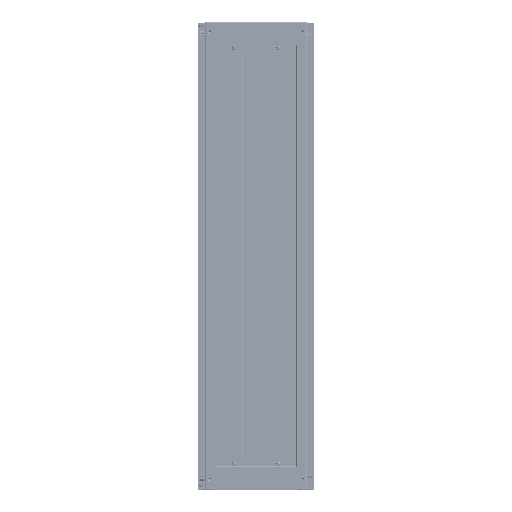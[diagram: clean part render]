
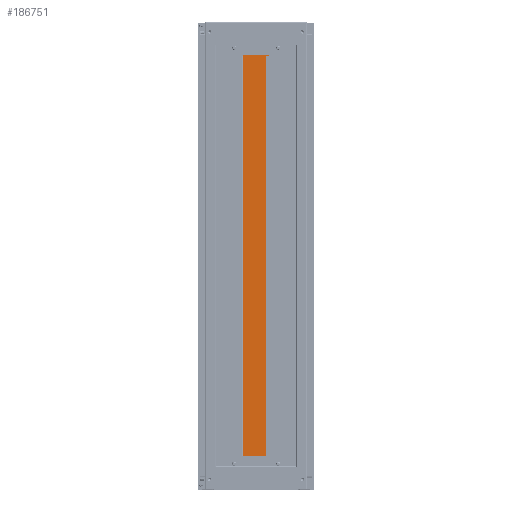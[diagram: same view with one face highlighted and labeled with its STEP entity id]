
A CAD part, top view. The second image highlights one B-rep face of the part: STEP entity #186751.
In plain terms, the highlighted face is planar.
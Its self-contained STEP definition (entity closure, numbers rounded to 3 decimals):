
#7731 = CARTESIAN_POINT ( 'NONE',  ( -700., -49., 1.5 ) ) ;
#7761 = FACE_OUTER_BOUND ( 'NONE', #108696, .T. ) ;
#7764 = PLANE ( 'NONE',  #63091 ) ;
#7769 = DIRECTION ( 'NONE',  ( 0., 0., 1. ) ) ;
#7773 = DIRECTION ( 'NONE',  ( 1., 0., 0. ) ) ;
#37421 = VERTEX_POINT ( 'NONE', #101984 ) ;
#37423 = VERTEX_POINT ( 'NONE', #101985 ) ;
#37424 = VERTEX_POINT ( 'NONE', #101987 ) ;
#37426 = VERTEX_POINT ( 'NONE', #101989 ) ;
#37427 = VERTEX_POINT ( 'NONE', #101991 ) ;
#37429 = VERTEX_POINT ( 'NONE', #101993 ) ;
#37431 = VERTEX_POINT ( 'NONE', #101996 ) ;
#37439 = VERTEX_POINT ( 'NONE', #102006 ) ;
#46264 = VECTOR ( 'NONE', #190853, 1000. ) ;
#46267 = VECTOR ( 'NONE', #190841, 1000. ) ;
#46270 = VECTOR ( 'NONE', #190830, 1000. ) ;
#46274 = VECTOR ( 'NONE', #190819, 1000. ) ;
#46278 = VECTOR ( 'NONE', #190808, 1000. ) ;
#46285 = VECTOR ( 'NONE', #190790, 1000. ) ;
#46288 = VECTOR ( 'NONE', #190797, 1000. ) ;
#46292 = VECTOR ( 'NONE', #190782, 1000. ) ;
#63091 = AXIS2_PLACEMENT_3D ( 'NONE', #7731, #7769, #7773 ) ;
#101984 = CARTESIAN_POINT ( 'NONE',  ( -685., -49., 1.5 ) ) ;
#101985 = CARTESIAN_POINT ( 'NONE',  ( -700., -49., 1.5 ) ) ;
#101987 = CARTESIAN_POINT ( 'NONE',  ( -700., 49., 1.5 ) ) ;
#101989 = CARTESIAN_POINT ( 'NONE',  ( 700., 49., 1.5 ) ) ;
#101991 = CARTESIAN_POINT ( 'NONE',  ( 700., -49., 1.5 ) ) ;
#101993 = CARTESIAN_POINT ( 'NONE',  ( 685., -49., 1.5 ) ) ;
#101996 = CARTESIAN_POINT ( 'NONE',  ( -685., -47.99, 1.5 ) ) ;
#102006 = CARTESIAN_POINT ( 'NONE',  ( 685., -47.99, 1.5 ) ) ;
#105332 = ORIENTED_EDGE ( 'NONE', *, *, #149175, .F. ) ;
#105333 = ORIENTED_EDGE ( 'NONE', *, *, #149179, .T. ) ;
#105334 = ORIENTED_EDGE ( 'NONE', *, *, #149180, .T. ) ;
#105335 = ORIENTED_EDGE ( 'NONE', *, *, #149183, .T. ) ;
#105336 = ORIENTED_EDGE ( 'NONE', *, *, #149187, .T. ) ;
#105337 = ORIENTED_EDGE ( 'NONE', *, *, #149189, .T. ) ;
#105338 = ORIENTED_EDGE ( 'NONE', *, *, #149192, .T. ) ;
#105339 = ORIENTED_EDGE ( 'NONE', *, *, #149195, .F. ) ;
#108696 = EDGE_LOOP ( 'NONE', ( #105332, #105333, #105334, #105335, #105336, #105337, #105338, #105339 ) ) ;
#149175 = EDGE_CURVE ( 'NONE', #37439, #37431, #190758, .T. ) ;
#149179 = EDGE_CURVE ( 'NONE', #37439, #37429, #190784, .T. ) ;
#149180 = EDGE_CURVE ( 'NONE', #37429, #37427, #190767, .T. ) ;
#149183 = EDGE_CURVE ( 'NONE', #37427, #37426, #190800, .T. ) ;
#149187 = EDGE_CURVE ( 'NONE', #37426, #37424, #190811, .T. ) ;
#149189 = EDGE_CURVE ( 'NONE', #37424, #37423, #190822, .T. ) ;
#149192 = EDGE_CURVE ( 'NONE', #37423, #37421, #190833, .T. ) ;
#149195 = EDGE_CURVE ( 'NONE', #37431, #37421, #190844, .T. ) ;
#186751 = ADVANCED_FACE ( 'NONE', ( #7761 ), #7764, .T. ) ;
#190758 = LINE ( 'NONE', #190778, #46292 ) ;
#190767 = LINE ( 'NONE', #190792, #46288 ) ;
#190778 = CARTESIAN_POINT ( 'NONE',  ( 685., -47.99, 1.5 ) ) ;
#190782 = DIRECTION ( 'NONE',  ( -1., 0., 0. ) ) ;
#190784 = LINE ( 'NONE', #190788, #46285 ) ;
#190788 = CARTESIAN_POINT ( 'NONE',  ( 685., -48., 1.5 ) ) ;
#190790 = DIRECTION ( 'NONE',  ( 0., -1., 0. ) ) ;
#190792 = CARTESIAN_POINT ( 'NONE',  ( -700., -49., 1.5 ) ) ;
#190797 = DIRECTION ( 'NONE',  ( 1., 0., 0. ) ) ;
#190800 = LINE ( 'NONE', #190805, #46278 ) ;
#190805 = CARTESIAN_POINT ( 'NONE',  ( 700., 49., 1.5 ) ) ;
#190808 = DIRECTION ( 'NONE',  ( 0., 1., 0. ) ) ;
#190811 = LINE ( 'NONE', #190816, #46274 ) ;
#190816 = CARTESIAN_POINT ( 'NONE',  ( -700., 49., 1.5 ) ) ;
#190819 = DIRECTION ( 'NONE',  ( -1., 0., 0. ) ) ;
#190822 = LINE ( 'NONE', #190827, #46270 ) ;
#190827 = CARTESIAN_POINT ( 'NONE',  ( -700., 49., 1.5 ) ) ;
#190830 = DIRECTION ( 'NONE',  ( 0., -1., 0. ) ) ;
#190833 = LINE ( 'NONE', #190838, #46267 ) ;
#190838 = CARTESIAN_POINT ( 'NONE',  ( -700., -49., 1.5 ) ) ;
#190841 = DIRECTION ( 'NONE',  ( 1., 0., 0. ) ) ;
#190844 = LINE ( 'NONE', #190850, #46264 ) ;
#190850 = CARTESIAN_POINT ( 'NONE',  ( -685., -48., 1.5 ) ) ;
#190853 = DIRECTION ( 'NONE',  ( 0., -1., 0. ) ) ;
